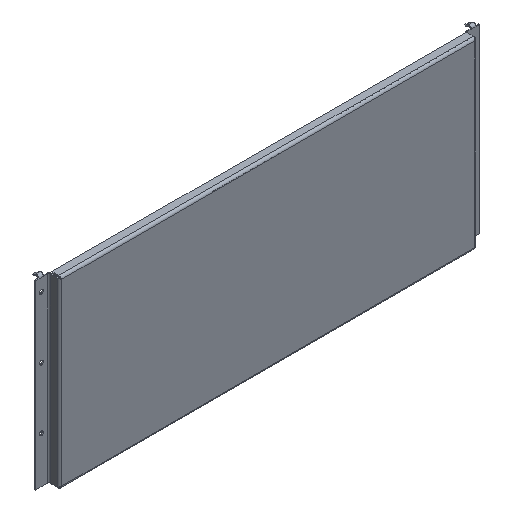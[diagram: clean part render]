
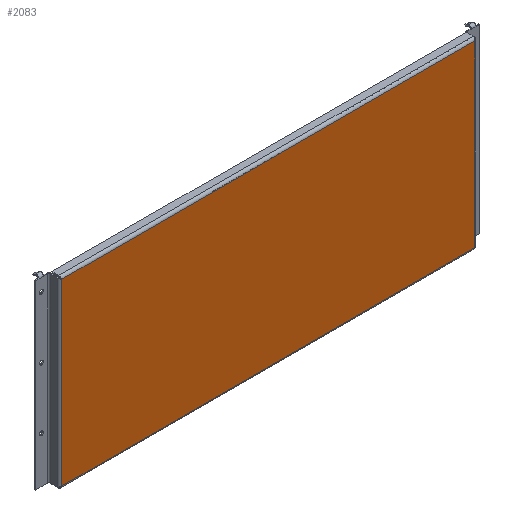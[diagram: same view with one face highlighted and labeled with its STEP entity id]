
A CAD part, isometric view. The second image highlights one B-rep face of the part: STEP entity #2083.
In plain terms, the highlighted planar face has unit normal (0, -1, 0).
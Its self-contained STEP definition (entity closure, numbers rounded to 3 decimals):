
#6 = EDGE_CURVE ( 'NONE', #881, #3123, #1216, .T. ) ;
#54 = DIRECTION ( 'NONE',  ( 0., 0., -1. ) ) ;
#104 = VECTOR ( 'NONE', #2226, 1000. ) ;
#158 = CARTESIAN_POINT ( 'NONE',  ( 677., 0., 0. ) ) ;
#249 = LINE ( 'NONE', #264, #2870 ) ;
#264 = CARTESIAN_POINT ( 'NONE',  ( 0., 0., 292. ) ) ;
#338 = CARTESIAN_POINT ( 'NONE',  ( 4., 0., 0. ) ) ;
#417 = LINE ( 'NONE', #1421, #1468 ) ;
#513 = CARTESIAN_POINT ( 'NONE',  ( 4., 0., 292. ) ) ;
#696 = PLANE ( 'NONE',  #1005 ) ;
#881 = VERTEX_POINT ( 'NONE', #158 ) ;
#1005 = AXIS2_PLACEMENT_3D ( 'NONE', #2481, #1494, #2786 ) ;
#1058 = EDGE_CURVE ( 'NONE', #2914, #881, #417, .T. ) ;
#1087 = CARTESIAN_POINT ( 'NONE',  ( 4., 0., 292. ) ) ;
#1128 = ORIENTED_EDGE ( 'NONE', *, *, #2344, .T. ) ;
#1190 = EDGE_CURVE ( 'NONE', #2914, #2921, #249, .T. ) ;
#1216 = LINE ( 'NONE', #2988, #104 ) ;
#1277 = FACE_OUTER_BOUND ( 'NONE', #2243, .T. ) ;
#1421 = CARTESIAN_POINT ( 'NONE',  ( 677., 0., 292. ) ) ;
#1468 = VECTOR ( 'NONE', #2246, 1000. ) ;
#1494 = DIRECTION ( 'NONE',  ( 0., -1., 0. ) ) ;
#1495 = ORIENTED_EDGE ( 'NONE', *, *, #1190, .T. ) ;
#1982 = ORIENTED_EDGE ( 'NONE', *, *, #6, .F. ) ;
#2076 = DIRECTION ( 'NONE',  ( -1., 0., 0. ) ) ;
#2083 = ADVANCED_FACE ( 'NONE', ( #1277 ), #696, .T. ) ;
#2155 = ORIENTED_EDGE ( 'NONE', *, *, #1058, .F. ) ;
#2226 = DIRECTION ( 'NONE',  ( -1., 0., 0. ) ) ;
#2243 = EDGE_LOOP ( 'NONE', ( #1982, #2155, #1495, #1128 ) ) ;
#2246 = DIRECTION ( 'NONE',  ( 0., 0., -1. ) ) ;
#2337 = LINE ( 'NONE', #1087, #2923 ) ;
#2344 = EDGE_CURVE ( 'NONE', #2921, #3123, #2337, .T. ) ;
#2481 = CARTESIAN_POINT ( 'NONE',  ( 0., 0., 292. ) ) ;
#2786 = DIRECTION ( 'NONE',  ( 0., 0., -1. ) ) ;
#2800 = CARTESIAN_POINT ( 'NONE',  ( 677., 0., 292. ) ) ;
#2870 = VECTOR ( 'NONE', #2076, 1000. ) ;
#2914 = VERTEX_POINT ( 'NONE', #2800 ) ;
#2921 = VERTEX_POINT ( 'NONE', #513 ) ;
#2923 = VECTOR ( 'NONE', #54, 1000. ) ;
#2988 = CARTESIAN_POINT ( 'NONE',  ( 0., 0., 0. ) ) ;
#3123 = VERTEX_POINT ( 'NONE', #338 ) ;
